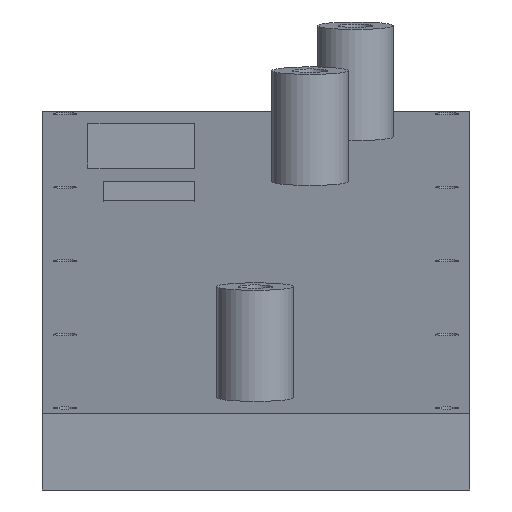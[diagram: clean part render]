
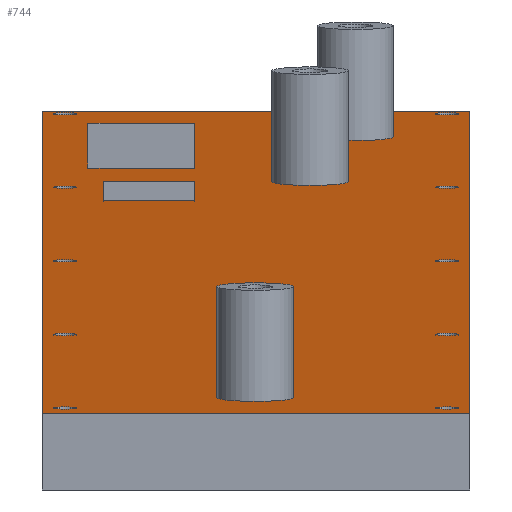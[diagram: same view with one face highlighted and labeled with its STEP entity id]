
A CAD part, front view. The second image highlights one B-rep face of the part: STEP entity #744.
In plain terms, the highlighted planar face has unit normal (0, -0.098, 0.995).
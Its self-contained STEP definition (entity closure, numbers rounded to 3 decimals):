
#30=FACE_BOUND('',#134,.T.);
#31=FACE_BOUND('',#135,.T.);
#32=FACE_BOUND('',#136,.T.);
#33=FACE_BOUND('',#137,.T.);
#34=FACE_BOUND('',#138,.T.);
#35=FACE_BOUND('',#139,.T.);
#36=FACE_BOUND('',#140,.T.);
#37=FACE_BOUND('',#141,.T.);
#38=FACE_BOUND('',#142,.T.);
#39=FACE_BOUND('',#143,.T.);
#40=FACE_BOUND('',#144,.T.);
#41=FACE_BOUND('',#145,.T.);
#42=FACE_BOUND('',#146,.T.);
#43=FACE_BOUND('',#147,.T.);
#44=FACE_BOUND('',#148,.T.);
#60=PLANE('',#803);
#86=FACE_OUTER_BOUND('',#133,.T.);
#133=EDGE_LOOP('',(#541,#542,#543,#544));
#134=EDGE_LOOP('',(#545,#546,#547,#548));
#135=EDGE_LOOP('',(#549,#550,#551,#552));
#136=EDGE_LOOP('',(#553));
#137=EDGE_LOOP('',(#554));
#138=EDGE_LOOP('',(#555));
#139=EDGE_LOOP('',(#556));
#140=EDGE_LOOP('',(#557));
#141=EDGE_LOOP('',(#558));
#142=EDGE_LOOP('',(#559));
#143=EDGE_LOOP('',(#560));
#144=EDGE_LOOP('',(#561));
#145=EDGE_LOOP('',(#562));
#146=EDGE_LOOP('',(#563));
#147=EDGE_LOOP('',(#564));
#148=EDGE_LOOP('',(#565));
#201=LINE('',#1145,#261);
#202=LINE('',#1147,#262);
#203=LINE('',#1149,#263);
#204=LINE('',#1150,#264);
#205=LINE('',#1153,#265);
#206=LINE('',#1155,#266);
#207=LINE('',#1157,#267);
#208=LINE('',#1158,#268);
#209=LINE('',#1161,#269);
#210=LINE('',#1163,#270);
#211=LINE('',#1165,#271);
#212=LINE('',#1166,#272);
#261=VECTOR('',#921,10.);
#262=VECTOR('',#922,10.);
#263=VECTOR('',#923,10.);
#264=VECTOR('',#924,10.);
#265=VECTOR('',#925,10.);
#266=VECTOR('',#926,10.);
#267=VECTOR('',#927,10.);
#268=VECTOR('',#928,10.);
#269=VECTOR('',#929,10.);
#270=VECTOR('',#930,10.);
#271=VECTOR('',#931,10.);
#272=VECTOR('',#932,10.);
#318=CIRCLE('',#787,2.5);
#322=CIRCLE('',#794,2.5);
#326=CIRCLE('',#801,2.5);
#327=CIRCLE('',#804,0.75);
#328=CIRCLE('',#805,0.75);
#329=CIRCLE('',#806,0.75);
#330=CIRCLE('',#807,0.75);
#331=CIRCLE('',#808,0.75);
#332=CIRCLE('',#809,0.75);
#333=CIRCLE('',#810,0.75);
#334=CIRCLE('',#811,0.75);
#335=CIRCLE('',#812,0.75);
#336=CIRCLE('',#813,0.75);
#350=VERTEX_POINT('',#1112);
#354=VERTEX_POINT('',#1125);
#358=VERTEX_POINT('',#1138);
#359=VERTEX_POINT('',#1143);
#360=VERTEX_POINT('',#1144);
#361=VERTEX_POINT('',#1146);
#362=VERTEX_POINT('',#1148);
#363=VERTEX_POINT('',#1151);
#364=VERTEX_POINT('',#1152);
#365=VERTEX_POINT('',#1154);
#366=VERTEX_POINT('',#1156);
#367=VERTEX_POINT('',#1159);
#368=VERTEX_POINT('',#1160);
#369=VERTEX_POINT('',#1162);
#370=VERTEX_POINT('',#1164);
#371=VERTEX_POINT('',#1167);
#372=VERTEX_POINT('',#1169);
#373=VERTEX_POINT('',#1171);
#374=VERTEX_POINT('',#1173);
#375=VERTEX_POINT('',#1175);
#376=VERTEX_POINT('',#1177);
#377=VERTEX_POINT('',#1179);
#378=VERTEX_POINT('',#1181);
#379=VERTEX_POINT('',#1183);
#380=VERTEX_POINT('',#1185);
#416=EDGE_CURVE('',#350,#350,#318,.T.);
#422=EDGE_CURVE('',#354,#354,#322,.T.);
#428=EDGE_CURVE('',#358,#358,#326,.T.);
#429=EDGE_CURVE('',#359,#360,#201,.T.);
#430=EDGE_CURVE('',#360,#361,#202,.T.);
#431=EDGE_CURVE('',#361,#362,#203,.T.);
#432=EDGE_CURVE('',#362,#359,#204,.T.);
#433=EDGE_CURVE('',#363,#364,#205,.T.);
#434=EDGE_CURVE('',#364,#365,#206,.T.);
#435=EDGE_CURVE('',#365,#366,#207,.T.);
#436=EDGE_CURVE('',#366,#363,#208,.T.);
#437=EDGE_CURVE('',#367,#368,#209,.T.);
#438=EDGE_CURVE('',#368,#369,#210,.T.);
#439=EDGE_CURVE('',#369,#370,#211,.T.);
#440=EDGE_CURVE('',#370,#367,#212,.T.);
#441=EDGE_CURVE('',#371,#371,#327,.T.);
#442=EDGE_CURVE('',#372,#372,#328,.T.);
#443=EDGE_CURVE('',#373,#373,#329,.T.);
#444=EDGE_CURVE('',#374,#374,#330,.T.);
#445=EDGE_CURVE('',#375,#375,#331,.T.);
#446=EDGE_CURVE('',#376,#376,#332,.T.);
#447=EDGE_CURVE('',#377,#377,#333,.T.);
#448=EDGE_CURVE('',#378,#378,#334,.T.);
#449=EDGE_CURVE('',#379,#379,#335,.T.);
#450=EDGE_CURVE('',#380,#380,#336,.T.);
#541=ORIENTED_EDGE('',*,*,#429,.T.);
#542=ORIENTED_EDGE('',*,*,#430,.T.);
#543=ORIENTED_EDGE('',*,*,#431,.T.);
#544=ORIENTED_EDGE('',*,*,#432,.T.);
#545=ORIENTED_EDGE('',*,*,#433,.T.);
#546=ORIENTED_EDGE('',*,*,#434,.T.);
#547=ORIENTED_EDGE('',*,*,#435,.T.);
#548=ORIENTED_EDGE('',*,*,#436,.T.);
#549=ORIENTED_EDGE('',*,*,#437,.T.);
#550=ORIENTED_EDGE('',*,*,#438,.T.);
#551=ORIENTED_EDGE('',*,*,#439,.T.);
#552=ORIENTED_EDGE('',*,*,#440,.T.);
#553=ORIENTED_EDGE('',*,*,#441,.T.);
#554=ORIENTED_EDGE('',*,*,#442,.T.);
#555=ORIENTED_EDGE('',*,*,#443,.T.);
#556=ORIENTED_EDGE('',*,*,#444,.T.);
#557=ORIENTED_EDGE('',*,*,#445,.T.);
#558=ORIENTED_EDGE('',*,*,#446,.T.);
#559=ORIENTED_EDGE('',*,*,#447,.T.);
#560=ORIENTED_EDGE('',*,*,#448,.T.);
#561=ORIENTED_EDGE('',*,*,#449,.T.);
#562=ORIENTED_EDGE('',*,*,#450,.T.);
#563=ORIENTED_EDGE('',*,*,#428,.T.);
#564=ORIENTED_EDGE('',*,*,#422,.T.);
#565=ORIENTED_EDGE('',*,*,#416,.T.);
#744=ADVANCED_FACE('',(#86,#30,#31,#32,#33,#34,#35,#36,#37,#38,#39,#40,
#41,#42,#43,#44),#60,.T.);
#787=AXIS2_PLACEMENT_3D('',#1114,#883,#884);
#794=AXIS2_PLACEMENT_3D('',#1127,#899,#900);
#801=AXIS2_PLACEMENT_3D('',#1140,#915,#916);
#803=AXIS2_PLACEMENT_3D('',#1142,#919,#920);
#804=AXIS2_PLACEMENT_3D('',#1168,#933,#934);
#805=AXIS2_PLACEMENT_3D('',#1170,#935,#936);
#806=AXIS2_PLACEMENT_3D('',#1172,#937,#938);
#807=AXIS2_PLACEMENT_3D('',#1174,#939,#940);
#808=AXIS2_PLACEMENT_3D('',#1176,#941,#942);
#809=AXIS2_PLACEMENT_3D('',#1178,#943,#944);
#810=AXIS2_PLACEMENT_3D('',#1180,#945,#946);
#811=AXIS2_PLACEMENT_3D('',#1182,#947,#948);
#812=AXIS2_PLACEMENT_3D('',#1184,#949,#950);
#813=AXIS2_PLACEMENT_3D('',#1186,#951,#952);
#883=DIRECTION('center_axis',(0.,0.097,-0.995));
#884=DIRECTION('ref_axis',(1.,0.,0.));
#899=DIRECTION('center_axis',(0.,0.097,-0.995));
#900=DIRECTION('ref_axis',(1.,0.,0.));
#915=DIRECTION('center_axis',(0.,0.097,-0.995));
#916=DIRECTION('ref_axis',(1.,0.,0.));
#919=DIRECTION('center_axis',(0.,-0.097,0.995));
#920=DIRECTION('ref_axis',(0.,-0.995,-0.097));
#921=DIRECTION('',(-1.,0.,0.));
#922=DIRECTION('',(0.,-0.995,-0.097));
#923=DIRECTION('',(1.,0.,0.));
#924=DIRECTION('',(0.,0.995,0.097));
#925=DIRECTION('',(-1.,0.,0.));
#926=DIRECTION('',(0.,0.995,0.097));
#927=DIRECTION('',(1.,0.,0.));
#928=DIRECTION('',(0.,-0.995,-0.097));
#929=DIRECTION('',(0.,0.995,0.097));
#930=DIRECTION('',(1.,0.,0.));
#931=DIRECTION('',(0.,-0.995,-0.097));
#932=DIRECTION('',(-1.,0.,0.));
#933=DIRECTION('center_axis',(0.,0.097,-0.995));
#934=DIRECTION('ref_axis',(-1.,0.,0.));
#935=DIRECTION('center_axis',(0.,0.097,-0.995));
#936=DIRECTION('ref_axis',(-1.,0.,0.));
#937=DIRECTION('center_axis',(0.,0.097,-0.995));
#938=DIRECTION('ref_axis',(-1.,0.,0.));
#939=DIRECTION('center_axis',(0.,0.097,-0.995));
#940=DIRECTION('ref_axis',(-1.,0.,0.));
#941=DIRECTION('center_axis',(0.,0.097,-0.995));
#942=DIRECTION('ref_axis',(-1.,0.,0.));
#943=DIRECTION('center_axis',(0.,0.097,-0.995));
#944=DIRECTION('ref_axis',(-1.,0.,0.));
#945=DIRECTION('center_axis',(0.,0.097,-0.995));
#946=DIRECTION('ref_axis',(-1.,0.,0.));
#947=DIRECTION('center_axis',(0.,0.097,-0.995));
#948=DIRECTION('ref_axis',(-1.,0.,0.));
#949=DIRECTION('center_axis',(0.,0.097,-0.995));
#950=DIRECTION('ref_axis',(-1.,0.,0.));
#951=DIRECTION('center_axis',(0.,0.097,-0.995));
#952=DIRECTION('ref_axis',(-1.,0.,0.));
#1112=CARTESIAN_POINT('',(-551.,195.224,79.048));
#1114=CARTESIAN_POINT('Origin',(-548.5,195.224,79.048));
#1125=CARTESIAN_POINT('',(-553.963,165.232,76.11));
#1127=CARTESIAN_POINT('Origin',(-551.463,165.232,76.11));
#1138=CARTESIAN_POINT('',(-557.552,21.011,61.983));
#1140=CARTESIAN_POINT('Origin',(-555.052,21.011,61.983));
#1142=CARTESIAN_POINT('Origin',(-565.998,209.306,80.427));
#1143=CARTESIAN_POINT('',(-541.,212.143,80.705));
#1144=CARTESIAN_POINT('',(-569.,212.143,80.705));
#1145=CARTESIAN_POINT('',(-562.,212.143,80.705));
#1146=CARTESIAN_POINT('',(-569.,10.11,60.915));
#1147=CARTESIAN_POINT('',(-569.,60.112,65.813));
#1148=CARTESIAN_POINT('',(-541.,10.11,60.915));
#1149=CARTESIAN_POINT('',(-548.,10.11,60.915));
#1150=CARTESIAN_POINT('',(-541.,161.129,75.708));
#1151=CARTESIAN_POINT('',(-559.,174.324,77.001));
#1152=CARTESIAN_POINT('',(-565.998,174.324,77.001));
#1153=CARTESIAN_POINT('',(-565.999,174.324,77.001));
#1154=CARTESIAN_POINT('',(-565.998,204.181,79.925));
#1155=CARTESIAN_POINT('',(-565.998,157.148,75.318));
#1156=CARTESIAN_POINT('',(-559.,204.181,79.925));
#1157=CARTESIAN_POINT('',(-562.499,204.181,79.925));
#1158=CARTESIAN_POINT('',(-559.,191.815,78.714));
#1159=CARTESIAN_POINT('',(-565.,152.429,74.856));
#1160=CARTESIAN_POINT('',(-565.,165.367,76.123));
#1161=CARTESIAN_POINT('',(-565.,187.336,78.275));
#1162=CARTESIAN_POINT('',(-559.,165.367,76.123));
#1163=CARTESIAN_POINT('',(-562.499,165.367,76.123));
#1164=CARTESIAN_POINT('',(-559.,152.429,74.856));
#1165=CARTESIAN_POINT('',(-559.,180.867,77.642));
#1166=CARTESIAN_POINT('',(-565.499,152.429,74.856));
#1167=CARTESIAN_POINT('',(-566.75,14.091,61.305));
#1168=CARTESIAN_POINT('Origin',(-567.5,14.091,61.305));
#1169=CARTESIAN_POINT('',(-541.75,112.37,70.932));
#1170=CARTESIAN_POINT('Origin',(-542.5,112.37,70.932));
#1171=CARTESIAN_POINT('',(-566.75,210.65,80.559));
#1172=CARTESIAN_POINT('Origin',(-567.5,210.65,80.559));
#1173=CARTESIAN_POINT('',(-566.75,161.51,75.745));
#1174=CARTESIAN_POINT('Origin',(-567.5,161.51,75.745));
#1175=CARTESIAN_POINT('',(-566.75,63.23,66.119));
#1176=CARTESIAN_POINT('Origin',(-567.5,63.23,66.119));
#1177=CARTESIAN_POINT('',(-541.75,14.091,61.305));
#1178=CARTESIAN_POINT('Origin',(-542.5,14.091,61.305));
#1179=CARTESIAN_POINT('',(-566.75,112.37,70.932));
#1180=CARTESIAN_POINT('Origin',(-567.5,112.37,70.932));
#1181=CARTESIAN_POINT('',(-541.75,210.65,80.559));
#1182=CARTESIAN_POINT('Origin',(-542.5,210.65,80.559));
#1183=CARTESIAN_POINT('',(-541.75,161.51,75.745));
#1184=CARTESIAN_POINT('Origin',(-542.5,161.51,75.745));
#1185=CARTESIAN_POINT('',(-541.75,63.23,66.119));
#1186=CARTESIAN_POINT('Origin',(-542.5,63.23,66.119));
